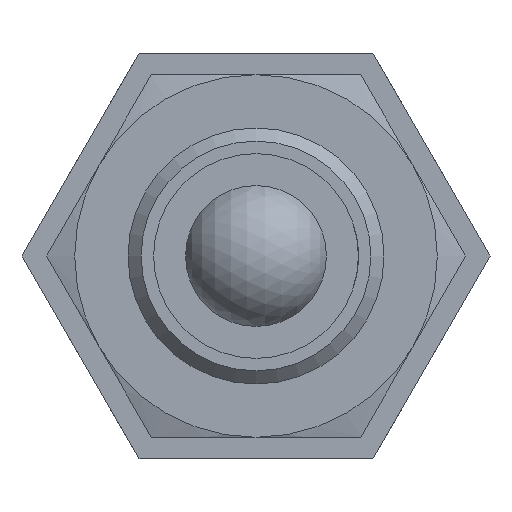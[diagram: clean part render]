
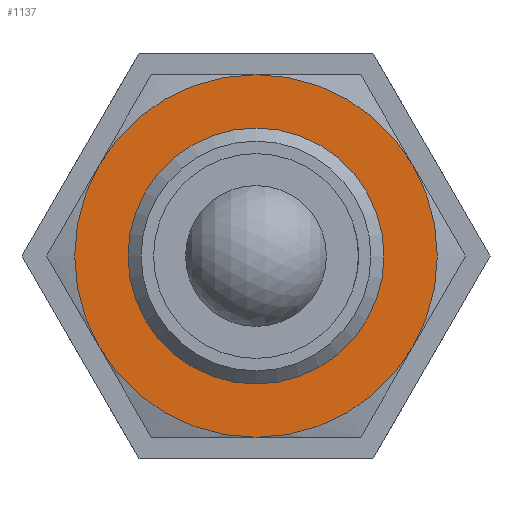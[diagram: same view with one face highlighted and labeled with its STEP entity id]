
A CAD part, left-side view. The second image highlights one B-rep face of the part: STEP entity #1137.
In plain terms, the highlighted planar face has unit normal (-1, 0, 0).
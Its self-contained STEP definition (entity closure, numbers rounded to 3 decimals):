
#59=PLANE('',#1305);
#437=ORIENTED_EDGE('',*,*,#576,.T.);
#438=ORIENTED_EDGE('',*,*,#581,.F.);
#439=ORIENTED_EDGE('',*,*,#580,.F.);
#440=ORIENTED_EDGE('',*,*,#579,.F.);
#441=ORIENTED_EDGE('',*,*,#582,.F.);
#442=ORIENTED_EDGE('',*,*,#578,.F.);
#443=ORIENTED_EDGE('',*,*,#577,.F.);
#576=EDGE_CURVE('',#682,#682,#745,.T.);
#577=EDGE_CURVE('',#662,#660,#746,.T.);
#578=EDGE_CURVE('',#660,#657,#747,.T.);
#579=EDGE_CURVE('',#667,#666,#748,.T.);
#580=EDGE_CURVE('',#666,#664,#749,.T.);
#581=EDGE_CURVE('',#664,#662,#750,.T.);
#582=EDGE_CURVE('',#657,#667,#751,.T.);
#657=VERTEX_POINT('',#1959);
#660=VERTEX_POINT('',#1973);
#662=VERTEX_POINT('',#1985);
#664=VERTEX_POINT('',#1997);
#666=VERTEX_POINT('',#2009);
#667=VERTEX_POINT('',#2019);
#682=VERTEX_POINT('',#2085);
#745=CIRCLE('',#1294,6.);
#746=CIRCLE('',#1296,8.5);
#747=CIRCLE('',#1298,8.5);
#748=CIRCLE('',#1300,8.5);
#749=CIRCLE('',#1302,8.5);
#750=CIRCLE('',#1304,8.5);
#751=CIRCLE('',#1306,8.5);
#885=EDGE_LOOP('',(#437));
#886=EDGE_LOOP('',(#438,#439,#440,#441,#442,#443));
#1021=FACE_BOUND('',#885,.T.);
#1022=FACE_BOUND('',#886,.T.);
#1137=ADVANCED_FACE('',(#1021,#1022),#59,.T.);
#1294=AXIS2_PLACEMENT_3D('',#2084,#1623,#1624);
#1296=AXIS2_PLACEMENT_3D('',#2087,#1627,#1628);
#1298=AXIS2_PLACEMENT_3D('',#2089,#1631,#1632);
#1300=AXIS2_PLACEMENT_3D('',#2091,#1635,#1636);
#1302=AXIS2_PLACEMENT_3D('',#2093,#1639,#1640);
#1304=AXIS2_PLACEMENT_3D('',#2095,#1643,#1644);
#1305=AXIS2_PLACEMENT_3D('',#2096,#1645,#1646);
#1306=AXIS2_PLACEMENT_3D('',#2097,#1647,#1648);
#1623=DIRECTION('',(1.,0.,0.));
#1624=DIRECTION('',(0.,0.,-1.));
#1627=DIRECTION('',(1.,0.,0.));
#1628=DIRECTION('',(0.,0.,-1.));
#1631=DIRECTION('',(1.,0.,0.));
#1632=DIRECTION('',(0.,0.,-1.));
#1635=DIRECTION('',(1.,0.,0.));
#1636=DIRECTION('',(0.,0.,-1.));
#1639=DIRECTION('',(1.,0.,0.));
#1640=DIRECTION('',(0.,0.,-1.));
#1643=DIRECTION('',(1.,0.,0.));
#1644=DIRECTION('',(0.,0.,-1.));
#1645=DIRECTION('',(-1.,0.,0.));
#1646=DIRECTION('',(0.,0.,1.));
#1647=DIRECTION('',(1.,0.,0.));
#1648=DIRECTION('',(0.,0.,-1.));
#1959=CARTESIAN_POINT('',(10.,-7.361,4.25));
#1973=CARTESIAN_POINT('',(10.,0.,8.5));
#1985=CARTESIAN_POINT('',(10.,7.361,4.25));
#1997=CARTESIAN_POINT('',(10.,7.361,-4.25));
#2009=CARTESIAN_POINT('',(10.,0.,-8.5));
#2019=CARTESIAN_POINT('',(10.,-7.361,-4.25));
#2084=CARTESIAN_POINT('',(10.,0.,0.));
#2085=CARTESIAN_POINT('',(10.,0.,-6.));
#2087=CARTESIAN_POINT('',(10.,0.,0.));
#2089=CARTESIAN_POINT('',(10.,0.,0.));
#2091=CARTESIAN_POINT('',(10.,0.,0.));
#2093=CARTESIAN_POINT('',(10.,0.,0.));
#2095=CARTESIAN_POINT('',(10.,0.,0.));
#2096=CARTESIAN_POINT('',(10.,8.5,0.));
#2097=CARTESIAN_POINT('',(10.,0.,0.));
